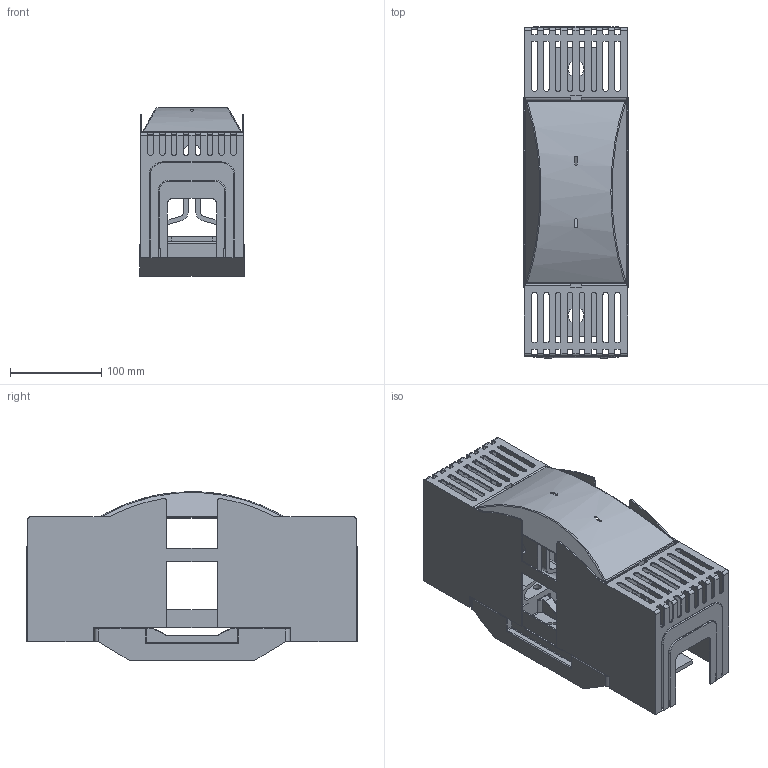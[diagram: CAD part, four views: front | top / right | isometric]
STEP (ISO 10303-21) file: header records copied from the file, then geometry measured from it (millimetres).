
FILE_DESCRIPTION (( 'STEP AP203' ), '1' );
FILE_NAME ('NH-4-11.STEP', '2017-05-03T14:51:24', ( '' ), ( '' ), 'SwSTEP 2.0', 'SolidWorks 2017', '' );
FILE_SCHEMA (( 'CONFIG_CONTROL_DESIGN' ));
Length unit declared in the file: millimetre
Products named in the file (2): NH-4-11-1; NH-4-11
Assembly tree (1 placements, depth 2):
  NH-4-11
    NH-4-11-1
Bounding box: 115 x 364 x 185 mm (x, y, z)
Volume: 1065438.5 mm3; surface area: 573110.6 mm2
Topology: 1 solids, 5 shells, 1126 faces, 3344 edges, 2130 vertices
Faces by surface type: plane 632, cylinder 395, bspline 99
Entity records: 39834 total; most frequent: CARTESIAN_POINT 9405, ORIENTED_EDGE 6656, DIRECTION 6061, EDGE_CURVE 3328, VECTOR 2409, LINE 2409, VERTEX_POINT 2130, AXIS2_PLACEMENT_3D 1826
